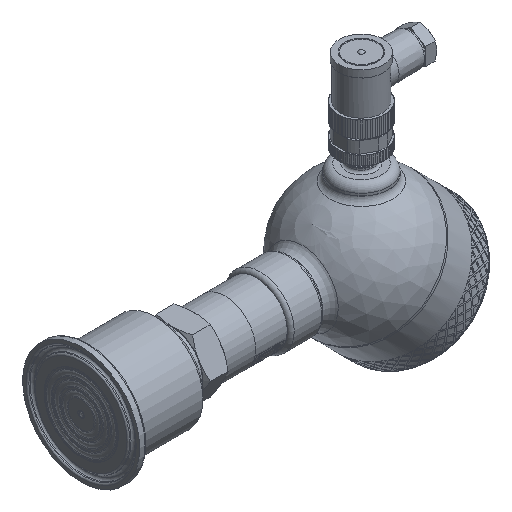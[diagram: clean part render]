
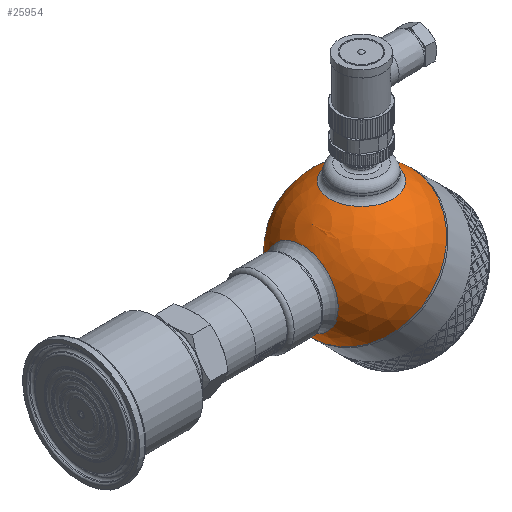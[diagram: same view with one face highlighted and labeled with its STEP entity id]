
A CAD part, isometric view. The second image highlights one B-rep face of the part: STEP entity #25954.
In plain terms, the highlighted spherical face has radius 30 mm.
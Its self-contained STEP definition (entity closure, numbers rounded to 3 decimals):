
#40=SPHERICAL_SURFACE('',#27573,30.);
#116=FACE_BOUND('',#3679,.T.);
#117=FACE_BOUND('',#3680,.T.);
#1963=FACE_OUTER_BOUND('',#3678,.T.);
#3678=EDGE_LOOP('',(#18983,#18984,#18985,#18986));
#3679=EDGE_LOOP('',(#18987));
#3680=EDGE_LOOP('',(#18988));
#5283=CIRCLE('',#27570,15.643);
#5286=CIRCLE('',#27574,30.);
#5287=CIRCLE('',#27575,30.);
#5288=CIRCLE('',#27576,30.);
#5289=CIRCLE('',#27577,13.5);
#10657=VERTEX_POINT('',#49648);
#10659=VERTEX_POINT('',#49654);
#10660=VERTEX_POINT('',#49655);
#10661=VERTEX_POINT('',#49657);
#10662=VERTEX_POINT('',#49660);
#13766=EDGE_CURVE('',#10657,#10657,#5283,.T.);
#13769=EDGE_CURVE('',#10659,#10660,#5286,.T.);
#13770=EDGE_CURVE('',#10659,#10661,#5287,.T.);
#13771=EDGE_CURVE('',#10660,#10659,#5288,.T.);
#13772=EDGE_CURVE('',#10662,#10662,#5289,.T.);
#18983=ORIENTED_EDGE('',*,*,#13769,.F.);
#18984=ORIENTED_EDGE('',*,*,#13770,.T.);
#18985=ORIENTED_EDGE('',*,*,#13770,.F.);
#18986=ORIENTED_EDGE('',*,*,#13771,.F.);
#18987=ORIENTED_EDGE('',*,*,#13766,.F.);
#18988=ORIENTED_EDGE('',*,*,#13772,.F.);
#25954=ADVANCED_FACE('',(#1963,#116,#117),#40,.T.);
#27570=AXIS2_PLACEMENT_3D('',#49649,#29778,#29779);
#27573=AXIS2_PLACEMENT_3D('',#49653,#29784,#29785);
#27574=AXIS2_PLACEMENT_3D('',#49656,#29786,#29787);
#27575=AXIS2_PLACEMENT_3D('',#49658,#29788,#29789);
#27576=AXIS2_PLACEMENT_3D('',#49659,#29790,#29791);
#27577=AXIS2_PLACEMENT_3D('',#49661,#29792,#29793);
#29778=DIRECTION('center_axis',(-0.707,0.,0.707));
#29779=DIRECTION('ref_axis',(0.707,0.,0.707));
#29784=DIRECTION('center_axis',(1.,0.,0.));
#29785=DIRECTION('ref_axis',(0.,-1.,0.));
#29786=DIRECTION('center_axis',(1.,0.,0.));
#29787=DIRECTION('ref_axis',(0.,1.,0.));
#29788=DIRECTION('center_axis',(0.,0.,1.));
#29789=DIRECTION('ref_axis',(0.,1.,0.));
#29790=DIRECTION('center_axis',(1.,0.,0.));
#29791=DIRECTION('ref_axis',(0.,1.,0.));
#29792=DIRECTION('center_axis',(-0.707,0.,-0.707));
#29793=DIRECTION('ref_axis',(-0.707,0.,0.707));
#49648=CARTESIAN_POINT('',(-29.162,0.,7.04));
#49649=CARTESIAN_POINT('Origin',(-18.101,0.,18.101));
#49653=CARTESIAN_POINT('Origin',(0.,0.,0.));
#49654=CARTESIAN_POINT('',(0.,30.,0.));
#49655=CARTESIAN_POINT('',(0.,-30.,0.));
#49656=CARTESIAN_POINT('Origin',(0.,0.,0.));
#49657=CARTESIAN_POINT('',(-30.,0.,0.));
#49658=CARTESIAN_POINT('Origin',(0.,0.,0.));
#49659=CARTESIAN_POINT('Origin',(0.,0.,0.));
#49660=CARTESIAN_POINT('',(-9.398,0.,-28.49));
#49661=CARTESIAN_POINT('Origin',(-18.944,0.,-18.944));
